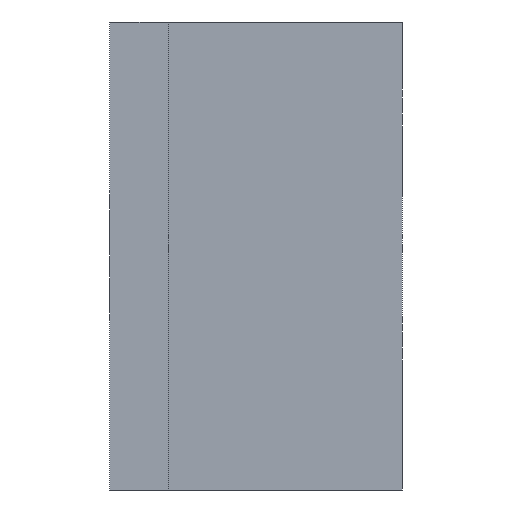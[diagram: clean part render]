
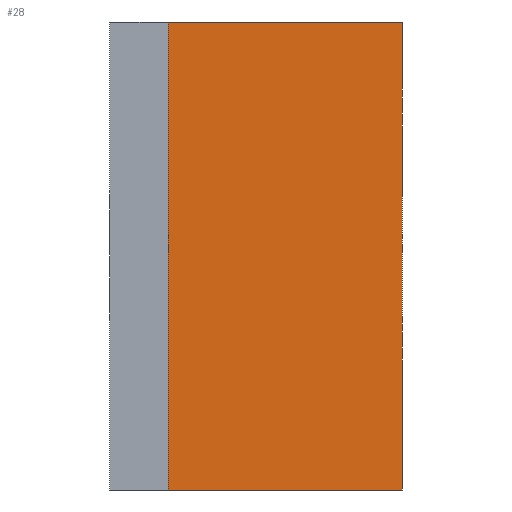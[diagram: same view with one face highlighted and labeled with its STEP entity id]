
A CAD part, front view. The second image highlights one B-rep face of the part: STEP entity #28.
In plain terms, the highlighted planar face has unit normal (0, -1, 0).
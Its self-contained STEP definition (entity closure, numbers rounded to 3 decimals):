
#5 = CARTESIAN_POINT ( 'NONE',  ( 0., -6.868, 12. ) ) ;
#16 = PLANE ( 'NONE',  #73 ) ;
#21 = LINE ( 'NONE', #143, #152 ) ;
#28 = ADVANCED_FACE ( 'NONE', ( #105 ), #16, .F. ) ;
#32 = EDGE_CURVE ( 'NONE', #141, #313, #21, .T. ) ;
#40 = CARTESIAN_POINT ( 'NONE',  ( 0., -6.868, 0. ) ) ;
#45 = VERTEX_POINT ( 'NONE', #456 ) ;
#46 = DIRECTION ( 'NONE',  ( 1., 0., 0. ) ) ;
#61 = LINE ( 'NONE', #193, #276 ) ;
#73 = AXIS2_PLACEMENT_3D ( 'NONE', #460, #240, #184 ) ;
#98 = EDGE_CURVE ( 'NONE', #141, #393, #61, .T. ) ;
#99 = VECTOR ( 'NONE', #137, 1000. ) ;
#105 = FACE_OUTER_BOUND ( 'NONE', #425, .T. ) ;
#107 = CARTESIAN_POINT ( 'NONE',  ( -6., -6.868, 12. ) ) ;
#126 = CARTESIAN_POINT ( 'NONE',  ( -6., -6.868, 0. ) ) ;
#135 = ORIENTED_EDGE ( 'NONE', *, *, #32, .T. ) ;
#137 = DIRECTION ( 'NONE',  ( 0., 0., -1. ) ) ;
#141 = VERTEX_POINT ( 'NONE', #107 ) ;
#143 = CARTESIAN_POINT ( 'NONE',  ( -6., -6.868, 12. ) ) ;
#144 = ORIENTED_EDGE ( 'NONE', *, *, #98, .F. ) ;
#152 = VECTOR ( 'NONE', #459, 1000. ) ;
#184 = DIRECTION ( 'NONE',  ( -1., 0., 0. ) ) ;
#193 = CARTESIAN_POINT ( 'NONE',  ( 0., -6.868, 12. ) ) ;
#240 = DIRECTION ( 'NONE',  ( 0., 1., 0. ) ) ;
#262 = ORIENTED_EDGE ( 'NONE', *, *, #426, .F. ) ;
#276 = VECTOR ( 'NONE', #483, 1000. ) ;
#298 = EDGE_CURVE ( 'NONE', #313, #45, #478, .T. ) ;
#313 = VERTEX_POINT ( 'NONE', #126 ) ;
#388 = LINE ( 'NONE', #444, #99 ) ;
#393 = VERTEX_POINT ( 'NONE', #5 ) ;
#425 = EDGE_LOOP ( 'NONE', ( #549, #262, #144, #135 ) ) ;
#426 = EDGE_CURVE ( 'NONE', #393, #45, #388, .T. ) ;
#444 = CARTESIAN_POINT ( 'NONE',  ( 0., -6.868, 12. ) ) ;
#456 = CARTESIAN_POINT ( 'NONE',  ( 0., -6.868, 0. ) ) ;
#459 = DIRECTION ( 'NONE',  ( 0., 0., -1. ) ) ;
#460 = CARTESIAN_POINT ( 'NONE',  ( 0., -6.868, 12. ) ) ;
#478 = LINE ( 'NONE', #40, #547 ) ;
#483 = DIRECTION ( 'NONE',  ( 1., 0., 0. ) ) ;
#547 = VECTOR ( 'NONE', #46, 1000. ) ;
#549 = ORIENTED_EDGE ( 'NONE', *, *, #298, .T. ) ;
